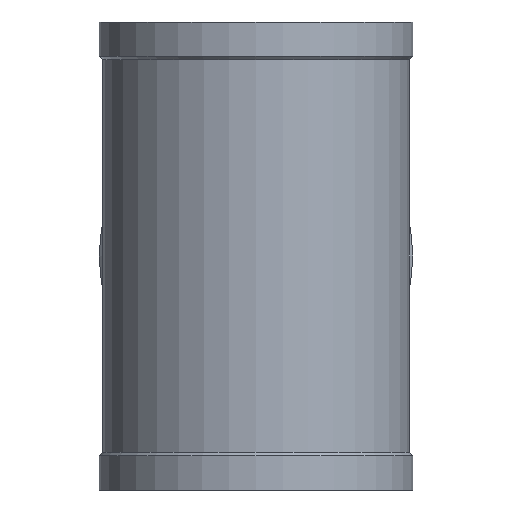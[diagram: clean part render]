
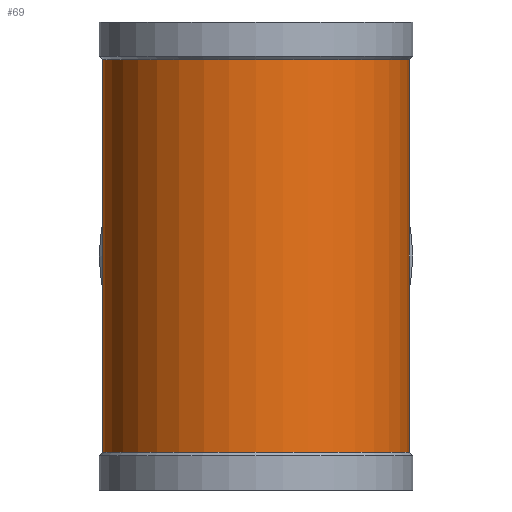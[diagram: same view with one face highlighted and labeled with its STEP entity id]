
A CAD part, left-side view. The second image highlights one B-rep face of the part: STEP entity #69.
In plain terms, the highlighted cylindrical face has radius 225 mm (diameter 450 mm), a full revolution.
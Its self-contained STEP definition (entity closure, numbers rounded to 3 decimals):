
#69 = ADVANCED_FACE( '', ( #151, #152, #153 ), #154, .T. );
#151 = FACE_OUTER_BOUND( '', #236, .T. );
#152 = FACE_BOUND( '', #237, .T. );
#153 = FACE_OUTER_BOUND( '', #238, .T. );
#154 = CYLINDRICAL_SURFACE( '', #239, 225. );
#236 = EDGE_LOOP( '', ( #343 ) );
#237 = EDGE_LOOP( '', ( #344, #345 ) );
#238 = EDGE_LOOP( '', ( #346 ) );
#239 = AXIS2_PLACEMENT_3D( '', #347, #348, #349 );
#343 = ORIENTED_EDGE( '', *, *, #408, .T. );
#344 = ORIENTED_EDGE( '', *, *, #415, .F. );
#345 = ORIENTED_EDGE( '', *, *, #416, .F. );
#346 = ORIENTED_EDGE( '', *, *, #399, .F. );
#347 = CARTESIAN_POINT( '', ( 0., 0., -343. ) );
#348 = DIRECTION( '', ( 0., 0., 1. ) );
#349 = DIRECTION( '', ( -1., 0., 0. ) );
#399 = EDGE_CURVE( '', #451, #451, #452, .T. );
#408 = EDGE_CURVE( '', #466, #466, #467, .T. );
#415 = EDGE_CURVE( '', #476, #477, #478, .T. );
#416 = EDGE_CURVE( '', #477, #476, #479, .F. );
#451 = VERTEX_POINT( '', #514 );
#452 = CIRCLE( '', #515, 225. );
#466 = VERTEX_POINT( '', #529 );
#467 = CIRCLE( '', #530, 225. );
#476 = VERTEX_POINT( '', #539 );
#477 = VERTEX_POINT( '', #540 );
#478 = ELLIPSE( '', #541, 318.198, 225. );
#479 = ELLIPSE( '', #542, 318.198, 225. );
#514 = CARTESIAN_POINT( '', ( -225., 0., -288. ) );
#515 = AXIS2_PLACEMENT_3D( '', #581, #582, #583 );
#529 = CARTESIAN_POINT( '', ( -225., 0., 288. ) );
#530 = AXIS2_PLACEMENT_3D( '', #599, #600, #601 );
#539 = CARTESIAN_POINT( '', ( 0., 225., 0. ) );
#540 = CARTESIAN_POINT( '', ( 0., -225., 0. ) );
#541 = AXIS2_PLACEMENT_3D( '', #608, #609, #610 );
#542 = AXIS2_PLACEMENT_3D( '', #611, #612, #613 );
#581 = CARTESIAN_POINT( '', ( 0., 0., -288. ) );
#582 = DIRECTION( '', ( 0., 0., -1. ) );
#583 = DIRECTION( '', ( -1., 0., 0. ) );
#599 = CARTESIAN_POINT( '', ( 0., 0., 288. ) );
#600 = DIRECTION( '', ( 0., 0., -1. ) );
#601 = DIRECTION( '', ( -1., 0., 0. ) );
#608 = CARTESIAN_POINT( '', ( 0., 0., 0. ) );
#609 = DIRECTION( '', ( 0.707, 0., -0.707 ) );
#610 = DIRECTION( '', ( -0.707, 0., -0.707 ) );
#611 = CARTESIAN_POINT( '', ( 0., 0., 0. ) );
#612 = DIRECTION( '', ( -0.707, 0., -0.707 ) );
#613 = DIRECTION( '', ( 0.707, 0., -0.707 ) );
